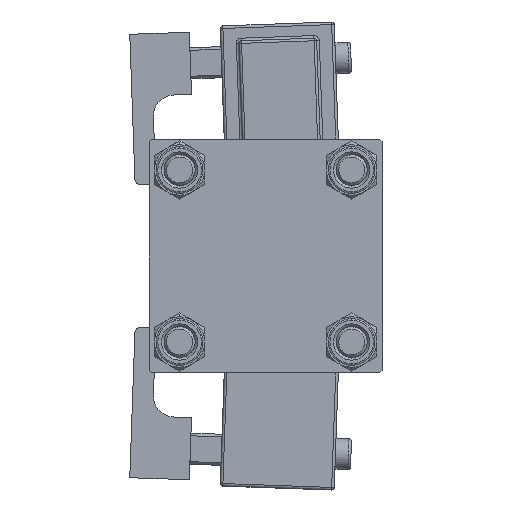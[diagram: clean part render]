
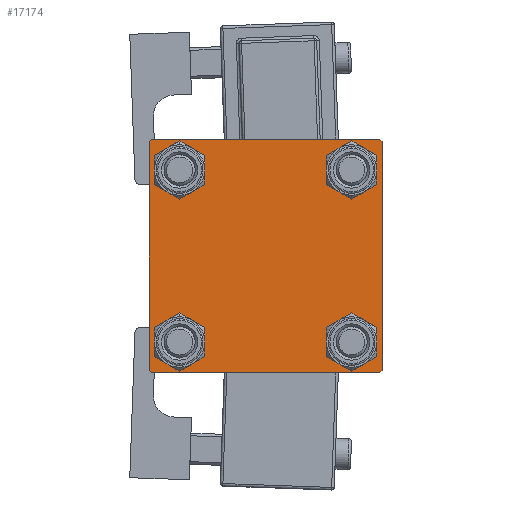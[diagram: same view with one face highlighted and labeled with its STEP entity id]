
A CAD part, left-side view. The second image highlights one B-rep face of the part: STEP entity #17174.
In plain terms, the highlighted planar face has unit normal (-1, 0, 0).
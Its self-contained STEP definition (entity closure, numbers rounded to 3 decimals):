
#19 = CARTESIAN_POINT ( 'NONE',  ( 0., 16.6, -16.6 ) ) ;
#631 = CARTESIAN_POINT ( 'NONE',  ( 0., -16.6, 20.1 ) ) ;
#852 = CARTESIAN_POINT ( 'NONE',  ( 0., -22.5, -22. ) ) ;
#1130 = VERTEX_POINT ( 'NONE', #24361 ) ;
#1237 = CARTESIAN_POINT ( 'NONE',  ( 0., -22.25, -22.25 ) ) ;
#1521 = AXIS2_PLACEMENT_3D ( 'NONE', #52193, #51934, #38910 ) ;
#2082 = VECTOR ( 'NONE', #21738, 1000. ) ;
#2102 = ORIENTED_EDGE ( 'NONE', *, *, #23524, .T. ) ;
#2607 = ORIENTED_EDGE ( 'NONE', *, *, #20548, .T. ) ;
#2684 = CARTESIAN_POINT ( 'NONE',  ( 0., 22.25, 22.25 ) ) ;
#3174 = CARTESIAN_POINT ( 'NONE',  ( 0., -16.6, -13.1 ) ) ;
#4014 = EDGE_CURVE ( 'NONE', #41122, #19404, #40779, .T. ) ;
#4270 = EDGE_LOOP ( 'NONE', ( #28046, #16937 ) ) ;
#4875 = AXIS2_PLACEMENT_3D ( 'NONE', #29427, #30226, #25616 ) ;
#5164 = CARTESIAN_POINT ( 'NONE',  ( 0., -22.5, 22.5 ) ) ;
#5305 = CARTESIAN_POINT ( 'NONE',  ( 0., 16.6, 16.6 ) ) ;
#5618 = DIRECTION ( 'NONE',  ( 0., 0., 1. ) ) ;
#5995 = EDGE_CURVE ( 'NONE', #21354, #25053, #11593, .T. ) ;
#6012 = VECTOR ( 'NONE', #15779, 1000. ) ;
#6423 = EDGE_CURVE ( 'NONE', #43392, #30609, #49605, .T. ) ;
#6844 = EDGE_LOOP ( 'NONE', ( #2607, #12200 ) ) ;
#6991 = VERTEX_POINT ( 'NONE', #852 ) ;
#7053 = FACE_BOUND ( 'NONE', #50354, .T. ) ;
#7555 = DIRECTION ( 'NONE',  ( 0., 0., -1. ) ) ;
#8158 = DIRECTION ( 'NONE',  ( 1., 0., 0. ) ) ;
#8260 = AXIS2_PLACEMENT_3D ( 'NONE', #25472, #38009, #33911 ) ;
#9015 = DIRECTION ( 'NONE',  ( 0., 0., 1. ) ) ;
#9227 = CARTESIAN_POINT ( 'NONE',  ( 0., -22., -22.5 ) ) ;
#9466 = CARTESIAN_POINT ( 'NONE',  ( 0., 22., -22.5 ) ) ;
#9898 = VECTOR ( 'NONE', #45794, 1000. ) ;
#11593 = CIRCLE ( 'NONE', #43755, 3.5 ) ;
#11903 = CIRCLE ( 'NONE', #1521, 3.5 ) ;
#12149 = CARTESIAN_POINT ( 'NONE',  ( 0., 22.5, 22. ) ) ;
#12200 = ORIENTED_EDGE ( 'NONE', *, *, #49911, .T. ) ;
#12339 = CARTESIAN_POINT ( 'NONE',  ( 0., -22.25, 22.25 ) ) ;
#12403 = VERTEX_POINT ( 'NONE', #32888 ) ;
#12916 = LINE ( 'NONE', #1237, #26876 ) ;
#13819 = ORIENTED_EDGE ( 'NONE', *, *, #50821, .T. ) ;
#14909 = VECTOR ( 'NONE', #37682, 1000. ) ;
#15779 = DIRECTION ( 'NONE',  ( 0., -1., 0. ) ) ;
#16327 = LINE ( 'NONE', #32936, #6012 ) ;
#16451 = AXIS2_PLACEMENT_3D ( 'NONE', #25687, #30561, #30295 ) ;
#16937 = ORIENTED_EDGE ( 'NONE', *, *, #17975, .T. ) ;
#17174 = ADVANCED_FACE ( 'NONE', ( #27714, #7053, #19817, #48944, #31258 ), #48397, .T. ) ;
#17975 = EDGE_CURVE ( 'NONE', #1130, #35636, #11903, .T. ) ;
#19272 = DIRECTION ( 'NONE',  ( -1., 0., 0. ) ) ;
#19404 = VERTEX_POINT ( 'NONE', #12149 ) ;
#19499 = CARTESIAN_POINT ( 'NONE',  ( 0., 16.6, 13.1 ) ) ;
#19512 = CIRCLE ( 'NONE', #8260, 3.5 ) ;
#19797 = DIRECTION ( 'NONE',  ( 0., 0.707, -0.707 ) ) ;
#19817 = FACE_BOUND ( 'NONE', #4270, .T. ) ;
#20548 = EDGE_CURVE ( 'NONE', #36528, #29870, #28710, .T. ) ;
#21055 = CARTESIAN_POINT ( 'NONE',  ( 0., 22.25, -22.25 ) ) ;
#21235 = VERTEX_POINT ( 'NONE', #9466 ) ;
#21354 = VERTEX_POINT ( 'NONE', #3174 ) ;
#21738 = DIRECTION ( 'NONE',  ( 0., 0., -1. ) ) ;
#23234 = CIRCLE ( 'NONE', #51063, 3.5 ) ;
#23524 = EDGE_CURVE ( 'NONE', #12403, #21235, #46628, .T. ) ;
#24079 = CARTESIAN_POINT ( 'NONE',  ( 0., 16.6, 20.1 ) ) ;
#24361 = CARTESIAN_POINT ( 'NONE',  ( 0., 16.6, -20.1 ) ) ;
#24656 = VERTEX_POINT ( 'NONE', #631 ) ;
#24772 = EDGE_LOOP ( 'NONE', ( #49152, #2102, #27381, #13819, #29052, #46071, #52412, #51532 ) ) ;
#24952 = AXIS2_PLACEMENT_3D ( 'NONE', #40255, #19272, #27984 ) ;
#25053 = VERTEX_POINT ( 'NONE', #26086 ) ;
#25180 = LINE ( 'NONE', #29513, #41239 ) ;
#25198 = ORIENTED_EDGE ( 'NONE', *, *, #35586, .T. ) ;
#25428 = DIRECTION ( 'NONE',  ( 0., -0.707, 0.707 ) ) ;
#25472 = CARTESIAN_POINT ( 'NONE',  ( 0., -16.6, 16.6 ) ) ;
#25616 = DIRECTION ( 'NONE',  ( 0., 0., 1. ) ) ;
#25687 = CARTESIAN_POINT ( 'NONE',  ( 0., 16.6, 16.6 ) ) ;
#25747 = CARTESIAN_POINT ( 'NONE',  ( 0., -16.6, -16.6 ) ) ;
#26001 = CIRCLE ( 'NONE', #16451, 3.5 ) ;
#26086 = CARTESIAN_POINT ( 'NONE',  ( 0., -16.6, -20.1 ) ) ;
#26401 = CARTESIAN_POINT ( 'NONE',  ( 0., -16.6, -16.6 ) ) ;
#26876 = VECTOR ( 'NONE', #25428, 1000. ) ;
#27381 = ORIENTED_EDGE ( 'NONE', *, *, #33416, .T. ) ;
#27714 = FACE_BOUND ( 'NONE', #33845, .T. ) ;
#27984 = DIRECTION ( 'NONE',  ( 0., 0., 1. ) ) ;
#28046 = ORIENTED_EDGE ( 'NONE', *, *, #46750, .T. ) ;
#28210 = LINE ( 'NONE', #44817, #52830 ) ;
#28289 = EDGE_CURVE ( 'NONE', #25053, #21354, #47156, .T. ) ;
#28710 = CIRCLE ( 'NONE', #39133, 3.5 ) ;
#29052 = ORIENTED_EDGE ( 'NONE', *, *, #32054, .F. ) ;
#29427 = CARTESIAN_POINT ( 'NONE',  ( 0., -16.6, 16.6 ) ) ;
#29513 = CARTESIAN_POINT ( 'NONE',  ( 0., 22.5, -22.5 ) ) ;
#29870 = VERTEX_POINT ( 'NONE', #19499 ) ;
#30226 = DIRECTION ( 'NONE',  ( 1., 0., 0. ) ) ;
#30295 = DIRECTION ( 'NONE',  ( 0., 0., 1. ) ) ;
#30561 = DIRECTION ( 'NONE',  ( 1., 0., 0. ) ) ;
#30609 = VERTEX_POINT ( 'NONE', #47291 ) ;
#31188 = ORIENTED_EDGE ( 'NONE', *, *, #28289, .T. ) ;
#31258 = FACE_OUTER_BOUND ( 'NONE', #24772, .T. ) ;
#31328 = ORIENTED_EDGE ( 'NONE', *, *, #5995, .T. ) ;
#32054 = EDGE_CURVE ( 'NONE', #43392, #6991, #42442, .T. ) ;
#32888 = CARTESIAN_POINT ( 'NONE',  ( 0., 22.5, -22. ) ) ;
#32936 = CARTESIAN_POINT ( 'NONE',  ( 0., 22.5, 22.5 ) ) ;
#33416 = EDGE_CURVE ( 'NONE', #21235, #47521, #25180, .T. ) ;
#33528 = CARTESIAN_POINT ( 'NONE',  ( 0., 16.6, -13.1 ) ) ;
#33845 = EDGE_LOOP ( 'NONE', ( #25198, #43734 ) ) ;
#33911 = DIRECTION ( 'NONE',  ( 0., 0., 1. ) ) ;
#34072 = EDGE_CURVE ( 'NONE', #53166, #24656, #19512, .T. ) ;
#35391 = CARTESIAN_POINT ( 'NONE',  ( 0., -16.6, 13.1 ) ) ;
#35586 = EDGE_CURVE ( 'NONE', #24656, #53166, #42193, .T. ) ;
#35636 = VERTEX_POINT ( 'NONE', #33528 ) ;
#36528 = VERTEX_POINT ( 'NONE', #24079 ) ;
#37682 = DIRECTION ( 'NONE',  ( 0., -0.707, -0.707 ) ) ;
#38009 = DIRECTION ( 'NONE',  ( 1., 0., 0. ) ) ;
#38910 = DIRECTION ( 'NONE',  ( 0., 0., 1. ) ) ;
#39133 = AXIS2_PLACEMENT_3D ( 'NONE', #5305, #46920, #46388 ) ;
#40255 = CARTESIAN_POINT ( 'NONE',  ( 0., 0., 0. ) ) ;
#40779 = LINE ( 'NONE', #2684, #50629 ) ;
#40806 = DIRECTION ( 'NONE',  ( 0., 0., 1. ) ) ;
#41122 = VERTEX_POINT ( 'NONE', #49588 ) ;
#41239 = VECTOR ( 'NONE', #46125, 1000. ) ;
#42193 = CIRCLE ( 'NONE', #4875, 3.5 ) ;
#42442 = LINE ( 'NONE', #5164, #2082 ) ;
#42892 = DIRECTION ( 'NONE',  ( 1., 0., 0. ) ) ;
#43392 = VERTEX_POINT ( 'NONE', #49592 ) ;
#43734 = ORIENTED_EDGE ( 'NONE', *, *, #34072, .T. ) ;
#43755 = AXIS2_PLACEMENT_3D ( 'NONE', #26401, #50624, #9015 ) ;
#44817 = CARTESIAN_POINT ( 'NONE',  ( 0., 22.5, 22.5 ) ) ;
#45794 = DIRECTION ( 'NONE',  ( 0., 0.707, 0.707 ) ) ;
#46071 = ORIENTED_EDGE ( 'NONE', *, *, #6423, .T. ) ;
#46125 = DIRECTION ( 'NONE',  ( 0., -1., 0. ) ) ;
#46388 = DIRECTION ( 'NONE',  ( 0., 0., 1. ) ) ;
#46628 = LINE ( 'NONE', #21055, #14909 ) ;
#46750 = EDGE_CURVE ( 'NONE', #35636, #1130, #23234, .T. ) ;
#46920 = DIRECTION ( 'NONE',  ( 1., 0., 0. ) ) ;
#47112 = AXIS2_PLACEMENT_3D ( 'NONE', #25747, #42892, #5618 ) ;
#47156 = CIRCLE ( 'NONE', #47112, 3.5 ) ;
#47291 = CARTESIAN_POINT ( 'NONE',  ( 0., -22., 22.5 ) ) ;
#47521 = VERTEX_POINT ( 'NONE', #9227 ) ;
#48269 = EDGE_CURVE ( 'NONE', #19404, #12403, #28210, .T. ) ;
#48397 = PLANE ( 'NONE',  #24952 ) ;
#48944 = FACE_BOUND ( 'NONE', #6844, .T. ) ;
#49152 = ORIENTED_EDGE ( 'NONE', *, *, #48269, .T. ) ;
#49588 = CARTESIAN_POINT ( 'NONE',  ( 0., 22., 22.5 ) ) ;
#49592 = CARTESIAN_POINT ( 'NONE',  ( 0., -22.5, 22. ) ) ;
#49605 = LINE ( 'NONE', #12339, #9898 ) ;
#49911 = EDGE_CURVE ( 'NONE', #29870, #36528, #26001, .T. ) ;
#50255 = EDGE_CURVE ( 'NONE', #41122, #30609, #16327, .T. ) ;
#50354 = EDGE_LOOP ( 'NONE', ( #31328, #31188 ) ) ;
#50624 = DIRECTION ( 'NONE',  ( 1., 0., 0. ) ) ;
#50629 = VECTOR ( 'NONE', #19797, 1000. ) ;
#50821 = EDGE_CURVE ( 'NONE', #47521, #6991, #12916, .T. ) ;
#51063 = AXIS2_PLACEMENT_3D ( 'NONE', #19, #8158, #40806 ) ;
#51532 = ORIENTED_EDGE ( 'NONE', *, *, #4014, .T. ) ;
#51934 = DIRECTION ( 'NONE',  ( 1., 0., 0. ) ) ;
#52193 = CARTESIAN_POINT ( 'NONE',  ( 0., 16.6, -16.6 ) ) ;
#52412 = ORIENTED_EDGE ( 'NONE', *, *, #50255, .F. ) ;
#52830 = VECTOR ( 'NONE', #7555, 1000. ) ;
#53166 = VERTEX_POINT ( 'NONE', #35391 ) ;
